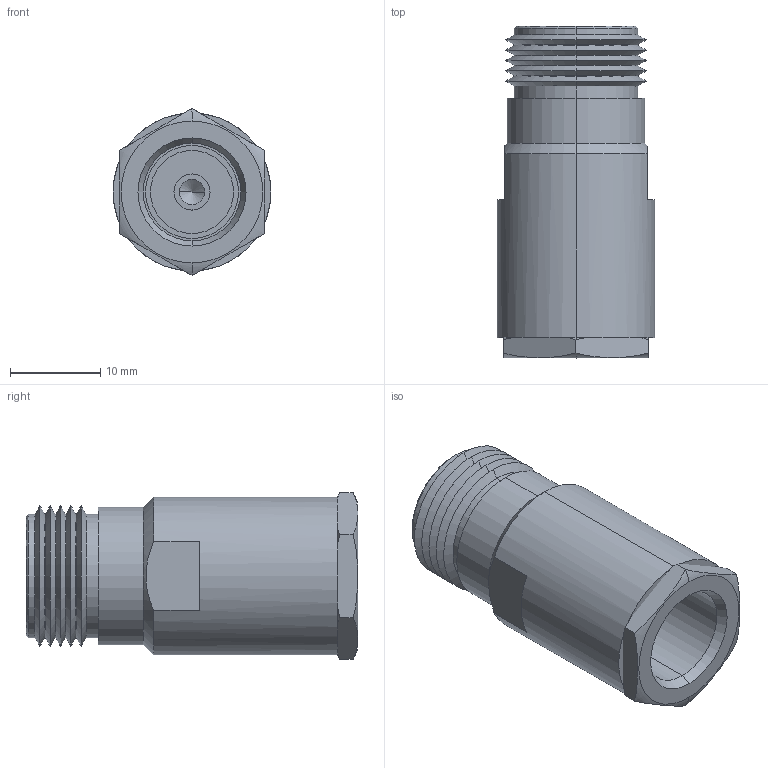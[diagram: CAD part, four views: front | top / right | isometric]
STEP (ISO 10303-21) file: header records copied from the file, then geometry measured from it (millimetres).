
FILE_DESCRIPTION (( 'STEP AP203' ), '1' );
FILE_NAME ('ANF-2400.STEP', '2010-11-15T14:07:04', ( 'x' ), ( 'Microsoft' ), 'SwSTEP 2.0', 'SolidWorks 2010', '' );
FILE_SCHEMA (( 'CONFIG_CONTROL_DESIGN' ));
Length unit declared in the file: inch
Products named in the file (7): ANF-2400; ANF-2400-MA1; ANF-2400-MA6; ANF-2400-MA3; ANF-2400-MA4; ANF-2400-MA5; ANF-2400-MA2
Assembly tree (6 placements, depth 2):
  ANF-2400
    ANF-2400-MA3
    ANF-2400-MA6
    ANF-2400-MA2
    ANF-2400-MA5
    ANF-2400-MA4
    ANF-2400-MA1
Bounding box: 17.5 x 36.75 x 18.47 mm (x, y, z)
Volume: 5114 mm3; surface area: 7022.7 mm2
Topology: 6 solids, 6 shells, 249 faces, 538 edges, 304 vertices
Faces by surface type: cone 118, cylinder 82, plane 45, torus 4
Entity records: 7639 total; most frequent: CARTESIAN_POINT 1406, DIRECTION 1266, ORIENTED_EDGE 1068, EDGE_CURVE 534, AXIS2_PLACEMENT_3D 520, VERTEX_POINT 304, EDGE_LOOP 268, CIRCLE 262
